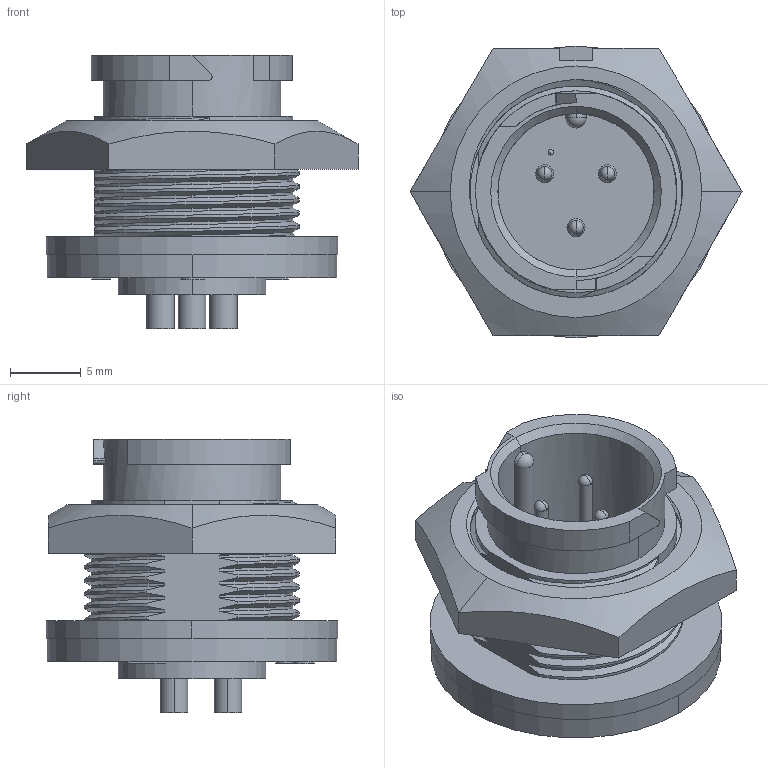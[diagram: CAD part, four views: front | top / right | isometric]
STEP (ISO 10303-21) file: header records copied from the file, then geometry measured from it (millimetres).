
FILE_DESCRIPTION (( 'STEP AP203' ), '1' );
FILE_NAME ('W7280-3PG-P-300.STEP', '2021-10-26T21:13:38', ( '' ), ( '' ), 'SwSTEP 2.0', 'SolidWorks 2020', '' );
FILE_SCHEMA (( 'CONFIG_CONTROL_DESIGN' ));
Length unit declared in the file: millimetre
Products named in the file (1): W7280-3PG-P-300
Bounding box: 23.46 x 20.62 x 19.34 mm (x, y, z)
Volume: 2826 mm3; surface area: 2812.8 mm2
Topology: 4 solids, 4 shells, 216 faces, 599 edges, 391 vertices
Faces by surface type: cylinder 76, plane 65, bspline 51, cone 16, sphere 8
Entity records: 14362 total; most frequent: CARTESIAN_POINT 9451, ORIENTED_EDGE 1178, DIRECTION 777, EDGE_CURVE 589, VERTEX_POINT 389, VECTOR 261, LINE 261, AXIS2_PLACEMENT_3D 258
